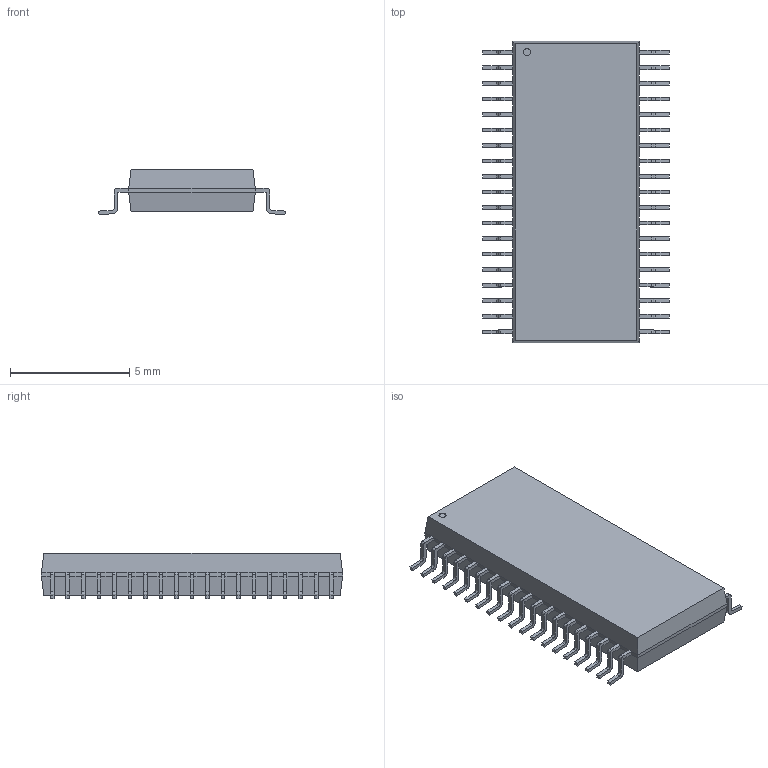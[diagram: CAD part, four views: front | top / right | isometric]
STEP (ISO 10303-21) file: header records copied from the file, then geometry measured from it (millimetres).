
FILE_DESCRIPTION(/* description */ (''),/* implementation_level */ '2;1');
FILE_NAME(/* name */ 'SSOP38.stp',/* time_stamp */ '2016-06-05T21:26:05-07:00',/* author */ ('victormp'),/* organization */ (''),/* preprocessor_version */ 'ST-DEVELOPER v16.5');
FILE_SCHEMA (('AUTOMOTIVE_DESIGN { 1 0 10303 214 3 1 1 }'));
Length unit declared in the file: millimetre
Products named in the file (1): SSOP38
Bounding box: 7.8 x 12.6 x 1.9 mm (x, y, z)
Volume: 115.8 mm3; surface area: 236 mm2
Topology: 1 solids, 1 shells, 510 faces, 1361 edges, 854 vertices
Faces by surface type: plane 395, cylinder 115
Full cylindrical faces by diameter (mm): 0.3 x1
Entity records: 16110 total; most frequent: CARTESIAN_POINT 2725, ORIENTED_EDGE 2720, DIRECTION 2612, EDGE_CURVE 1360, LINE 1130, VECTOR 1130, VERTEX_POINT 854, AXIS2_PLACEMENT_3D 741
